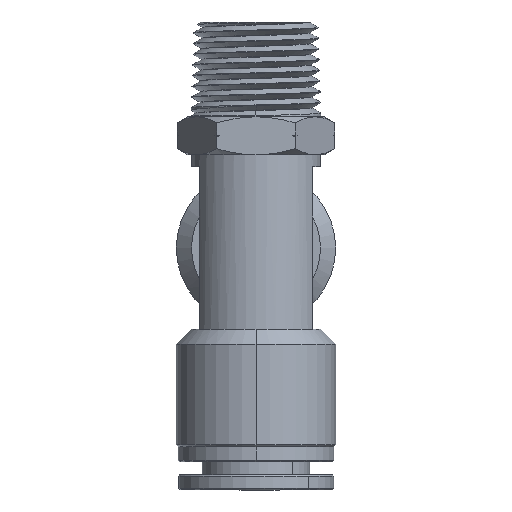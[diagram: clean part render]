
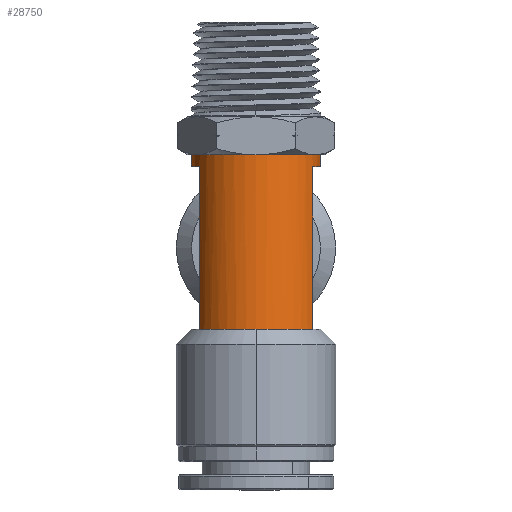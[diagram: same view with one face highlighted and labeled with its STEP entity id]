
A CAD part, front view. The second image highlights one B-rep face of the part: STEP entity #28750.
In plain terms, the highlighted cylindrical face has radius 8.5 mm (diameter 17 mm), a partial arc.
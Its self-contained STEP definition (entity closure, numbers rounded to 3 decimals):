
#451 = EDGE_CURVE ( 'NONE', #34798, #2888, #23484, .T. ) ;
#647 = CARTESIAN_POINT ( 'NONE',  ( -7.5, -4., 0. ) ) ;
#1433 = CARTESIAN_POINT ( 'NONE',  ( 0., 0., 0. ) ) ;
#2539 = CIRCLE ( 'NONE', #26874, 8.5 ) ;
#2888 = VERTEX_POINT ( 'NONE', #50200 ) ;
#2894 = VECTOR ( 'NONE', #25096, 1000. ) ;
#3060 = ORIENTED_EDGE ( 'NONE', *, *, #27881, .F. ) ;
#3091 = DIRECTION ( 'NONE',  ( 0., 0., 1. ) ) ;
#3539 = VECTOR ( 'NONE', #28711, 1000. ) ;
#4402 = CIRCLE ( 'NONE', #31014, 8.5 ) ;
#4707 = CARTESIAN_POINT ( 'NONE',  ( 8.5, 0., -21.4 ) ) ;
#5547 = DIRECTION ( 'NONE',  ( 1., 0., 0. ) ) ;
#6544 = CYLINDRICAL_SURFACE ( 'NONE', #47032, 8.5 ) ;
#6982 = EDGE_CURVE ( 'NONE', #7602, #18738, #36868, .T. ) ;
#7602 = VERTEX_POINT ( 'NONE', #44640 ) ;
#8291 = AXIS2_PLACEMENT_3D ( 'NONE', #34069, #9707, #38152 ) ;
#9168 = VERTEX_POINT ( 'NONE', #12833 ) ;
#9707 = DIRECTION ( 'NONE',  ( 0., 0., -1. ) ) ;
#10486 = VERTEX_POINT ( 'NONE', #44740 ) ;
#10606 = DIRECTION ( 'NONE',  ( 1., 0., 0. ) ) ;
#10921 = CARTESIAN_POINT ( 'NONE',  ( -8.5, 0., 2.3 ) ) ;
#10927 = CARTESIAN_POINT ( 'NONE',  ( 0., 0., -21.4 ) ) ;
#11121 = EDGE_CURVE ( 'NONE', #46580, #25862, #4402, .T. ) ;
#11170 = LINE ( 'NONE', #43614, #15639 ) ;
#12473 = ORIENTED_EDGE ( 'NONE', *, *, #20410, .F. ) ;
#12833 = CARTESIAN_POINT ( 'NONE',  ( -7.5, -4., -21.4 ) ) ;
#13821 = DIRECTION ( 'NONE',  ( 1., 0., 0. ) ) ;
#15054 = DIRECTION ( 'NONE',  ( 1., 0., 0. ) ) ;
#15639 = VECTOR ( 'NONE', #3091, 1000. ) ;
#18461 = DIRECTION ( 'NONE',  ( 0., 0., 1. ) ) ;
#18738 = VERTEX_POINT ( 'NONE', #10921 ) ;
#18904 = CARTESIAN_POINT ( 'NONE',  ( 0., 0., -21.4 ) ) ;
#19963 = EDGE_LOOP ( 'NONE', ( #3060, #48076, #12473, #43083, #21043, #52706, #21951, #41674, #36299 ) ) ;
#20354 = EDGE_CURVE ( 'NONE', #10486, #48166, #31537, .T. ) ;
#20410 = EDGE_CURVE ( 'NONE', #9168, #25862, #11170, .T. ) ;
#20511 = CARTESIAN_POINT ( 'NONE',  ( -8.5, 0., -21.4 ) ) ;
#21043 = ORIENTED_EDGE ( 'NONE', *, *, #20354, .T. ) ;
#21951 = ORIENTED_EDGE ( 'NONE', *, *, #451, .T. ) ;
#22976 = DIRECTION ( 'NONE',  ( 1., 0., 0. ) ) ;
#23247 = LINE ( 'NONE', #33290, #2894 ) ;
#23484 = CIRCLE ( 'NONE', #35202, 8.5 ) ;
#25096 = DIRECTION ( 'NONE',  ( 0., 0., 1. ) ) ;
#25203 = LINE ( 'NONE', #20511, #3539 ) ;
#25862 = VERTEX_POINT ( 'NONE', #647 ) ;
#26053 = EDGE_CURVE ( 'NONE', #48166, #34798, #23247, .T. ) ;
#26433 = AXIS2_PLACEMENT_3D ( 'NONE', #10927, #39381, #15054 ) ;
#26874 = AXIS2_PLACEMENT_3D ( 'NONE', #18904, #47326, #22976 ) ;
#27881 = EDGE_CURVE ( 'NONE', #46580, #18738, #25203, .T. ) ;
#28711 = DIRECTION ( 'NONE',  ( 0., 0., 1. ) ) ;
#28750 = ADVANCED_FACE ( 'NONE', ( #32035 ), #6544, .T. ) ;
#29857 = CARTESIAN_POINT ( 'NONE',  ( -8.5, 0., 0. ) ) ;
#29943 = DIRECTION ( 'NONE',  ( 0., 0., 1. ) ) ;
#31014 = AXIS2_PLACEMENT_3D ( 'NONE', #1433, #29943, #5547 ) ;
#31537 = CIRCLE ( 'NONE', #26433, 8.5 ) ;
#32035 = FACE_OUTER_BOUND ( 'NONE', #19963, .T. ) ;
#33154 = EDGE_CURVE ( 'NONE', #9168, #10486, #2539, .T. ) ;
#33290 = CARTESIAN_POINT ( 'NONE',  ( 7.5, -4., -21.4 ) ) ;
#34069 = CARTESIAN_POINT ( 'NONE',  ( 0., 0., 2.3 ) ) ;
#34798 = VERTEX_POINT ( 'NONE', #38608 ) ;
#34970 = CARTESIAN_POINT ( 'NONE',  ( 0., 0., -21.4 ) ) ;
#35202 = AXIS2_PLACEMENT_3D ( 'NONE', #46305, #42202, #13821 ) ;
#36299 = ORIENTED_EDGE ( 'NONE', *, *, #6982, .T. ) ;
#36868 = CIRCLE ( 'NONE', #8291, 8.5 ) ;
#37175 = EDGE_CURVE ( 'NONE', #2888, #7602, #48565, .T. ) ;
#37250 = DIRECTION ( 'NONE',  ( 0., 0., 1. ) ) ;
#37836 = CARTESIAN_POINT ( 'NONE',  ( 7.5, -4., -21.4 ) ) ;
#38152 = DIRECTION ( 'NONE',  ( 1., 0., 0. ) ) ;
#38608 = CARTESIAN_POINT ( 'NONE',  ( 7.5, -4., 0. ) ) ;
#39381 = DIRECTION ( 'NONE',  ( 0., 0., 1. ) ) ;
#41674 = ORIENTED_EDGE ( 'NONE', *, *, #37175, .T. ) ;
#42202 = DIRECTION ( 'NONE',  ( 0., 0., 1. ) ) ;
#43083 = ORIENTED_EDGE ( 'NONE', *, *, #33154, .T. ) ;
#43614 = CARTESIAN_POINT ( 'NONE',  ( -7.5, -4., -21.4 ) ) ;
#44640 = CARTESIAN_POINT ( 'NONE',  ( 8.5, 0., 2.3 ) ) ;
#44740 = CARTESIAN_POINT ( 'NONE',  ( 0., -8.5, -21.4 ) ) ;
#46305 = CARTESIAN_POINT ( 'NONE',  ( 0., 0., 0. ) ) ;
#46580 = VERTEX_POINT ( 'NONE', #29857 ) ;
#47032 = AXIS2_PLACEMENT_3D ( 'NONE', #34970, #18461, #10606 ) ;
#47264 = VECTOR ( 'NONE', #37250, 1000. ) ;
#47326 = DIRECTION ( 'NONE',  ( 0., 0., 1. ) ) ;
#48076 = ORIENTED_EDGE ( 'NONE', *, *, #11121, .T. ) ;
#48166 = VERTEX_POINT ( 'NONE', #37836 ) ;
#48565 = LINE ( 'NONE', #4707, #47264 ) ;
#50200 = CARTESIAN_POINT ( 'NONE',  ( 8.5, 0., 0. ) ) ;
#52706 = ORIENTED_EDGE ( 'NONE', *, *, #26053, .T. ) ;
